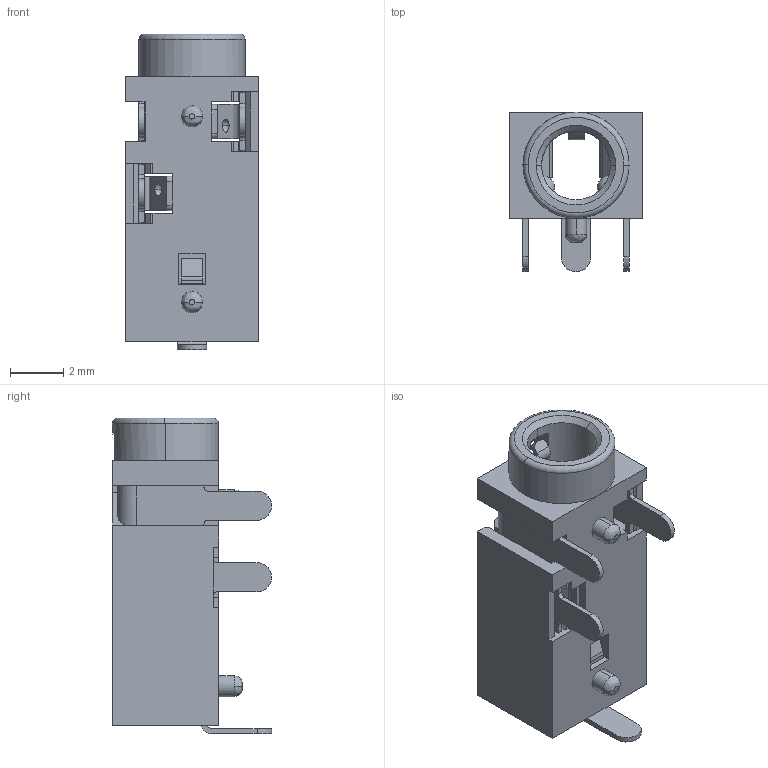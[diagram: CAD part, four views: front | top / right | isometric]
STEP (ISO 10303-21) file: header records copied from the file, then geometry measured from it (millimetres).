
FILE_DESCRIPTION((''),'2;1');
FILE_NAME('HS-PJ2502-190_17','2023-10-11T',('Administrator'),(''),'PRO/ENGINEER BY PARAMETRIC TECHNOLOGY CORPORATION, 2010280','PRO/ENGINEER BY PARAMETRIC TECHNOLOGY CORPORATION, 2010280','');
FILE_SCHEMA(('CONFIG_CONTROL_DESIGN'));
Length unit declared in the file: millimetre
Products named in the file (1): HS-PJ2502-190_17
Bounding box: 5 x 6 x 11.9 mm (x, y, z)
Volume: 132.4 mm3; surface area: 508.8 mm2
Topology: 1 solids, 1 shells, 401 faces, 1219 edges, 804 vertices
Faces by surface type: plane 251, cylinder 124, bspline 9, sphere 8, cone 4, extrusion 3, torus 2
Entity records: 14281 total; most frequent: CARTESIAN_POINT 3077, ORIENTED_EDGE 2422, DIRECTION 2295, EDGE_CURVE 1211, VECTOR 849, LINE 846, VERTEX_POINT 804, AXIS2_PLACEMENT_3D 723
